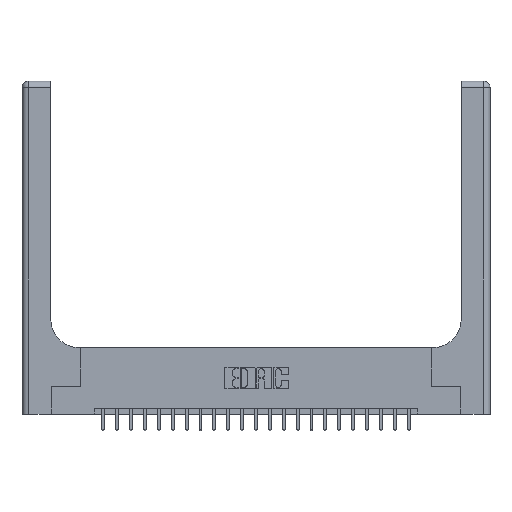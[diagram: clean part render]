
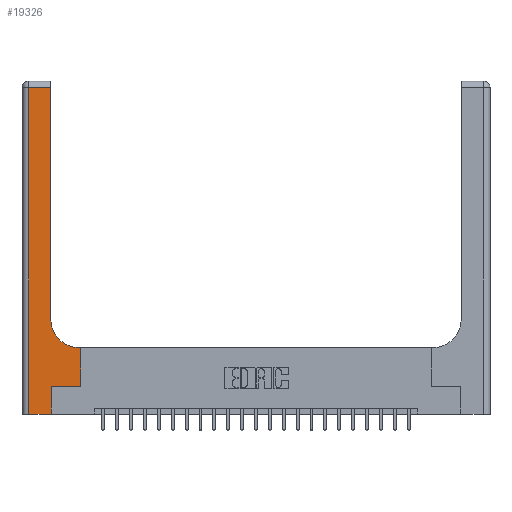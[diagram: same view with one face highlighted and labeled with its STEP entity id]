
A CAD part, top view. The second image highlights one B-rep face of the part: STEP entity #19326.
In plain terms, the highlighted planar face has unit normal (0, 0, 1).
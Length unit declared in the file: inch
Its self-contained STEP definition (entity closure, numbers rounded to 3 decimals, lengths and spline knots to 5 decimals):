
#40 = VERTEX_POINT ( 'NONE', #16415 ) ;
#145 = CARTESIAN_POINT ( 'NONE',  ( 0., 3., 0.37 ) ) ;
#830 = EDGE_CURVE ( 'NONE', #5531, #2636, #7883, .T. ) ;
#1623 = CARTESIAN_POINT ( 'NONE',  ( 0.528, 0.25, 0.37 ) ) ;
#1845 = VECTOR ( 'NONE', #9755, 39.37008 ) ;
#1917 = CARTESIAN_POINT ( 'NONE',  ( 0.265, 0., 0.37 ) ) ;
#2282 = CARTESIAN_POINT ( 'NONE',  ( 0., 0., 0.37 ) ) ;
#2357 = DIRECTION ( 'NONE',  ( 1., 0., 0. ) ) ;
#2449 = ORIENTED_EDGE ( 'NONE', *, *, #3629, .T. ) ;
#2636 = VERTEX_POINT ( 'NONE', #3195 ) ;
#2647 = DIRECTION ( 'NONE',  ( 0., -1., 0. ) ) ;
#2755 = DIRECTION ( 'NONE',  ( -1., 0., 0. ) ) ;
#3181 = CARTESIAN_POINT ( 'NONE',  ( 0.51, 0.85, 0.37 ) ) ;
#3195 = CARTESIAN_POINT ( 'NONE',  ( 0.265, 0.25, 0.37 ) ) ;
#3562 = DIRECTION ( 'NONE',  ( -1., 0., 0. ) ) ;
#3567 = VECTOR ( 'NONE', #2647, 39.37008 ) ;
#3629 = EDGE_CURVE ( 'NONE', #16468, #40, #16859, .T. ) ;
#3698 = LINE ( 'NONE', #2282, #14112 ) ;
#4523 = LINE ( 'NONE', #20487, #8569 ) ;
#5524 = VECTOR ( 'NONE', #2357, 39.37008 ) ;
#5531 = VERTEX_POINT ( 'NONE', #20046 ) ;
#5694 = DIRECTION ( 'NONE',  ( 0., 0., -1. ) ) ;
#5800 = CARTESIAN_POINT ( 'NONE',  ( 0.26, 2.94, 0.37 ) ) ;
#5943 = ORIENTED_EDGE ( 'NONE', *, *, #17316, .T. ) ;
#6613 = EDGE_CURVE ( 'NONE', #16984, #16620, #16792, .T. ) ;
#6675 = AXIS2_PLACEMENT_3D ( 'NONE', #3181, #8476, #15870 ) ;
#7126 = ORIENTED_EDGE ( 'NONE', *, *, #6613, .T. ) ;
#7883 = LINE ( 'NONE', #1917, #1845 ) ;
#8476 = DIRECTION ( 'NONE',  ( 0., 0., -1. ) ) ;
#8550 = DIRECTION ( 'NONE',  ( 0., 1., 0. ) ) ;
#8569 = VECTOR ( 'NONE', #2755, 39.37008 ) ;
#8987 = CARTESIAN_POINT ( 'NONE',  ( 0.528, 0.6, 0.37 ) ) ;
#9755 = DIRECTION ( 'NONE',  ( 0., 1., 0. ) ) ;
#9770 = ORIENTED_EDGE ( 'NONE', *, *, #13355, .T. ) ;
#11626 = EDGE_CURVE ( 'NONE', #40, #5531, #3698, .T. ) ;
#12077 = EDGE_CURVE ( 'NONE', #2636, #13658, #15266, .T. ) ;
#12470 = ORIENTED_EDGE ( 'NONE', *, *, #20074, .T. ) ;
#12953 = ORIENTED_EDGE ( 'NONE', *, *, #830, .T. ) ;
#13104 = LINE ( 'NONE', #16401, #15681 ) ;
#13215 = DIRECTION ( 'NONE',  ( -1., 0., 0. ) ) ;
#13355 = EDGE_CURVE ( 'NONE', #19434, #16468, #4523, .T. ) ;
#13658 = VERTEX_POINT ( 'NONE', #21415 ) ;
#14112 = VECTOR ( 'NONE', #19645, 39.37008 ) ;
#14285 = CARTESIAN_POINT ( 'NONE',  ( 0.26, 3., 0.37 ) ) ;
#15014 = CARTESIAN_POINT ( 'NONE',  ( 0.51, 0.6, 0.37 ) ) ;
#15044 = VERTEX_POINT ( 'NONE', #8987 ) ;
#15266 = LINE ( 'NONE', #22088, #5524 ) ;
#15681 = VECTOR ( 'NONE', #13215, 39.37008 ) ;
#15870 = DIRECTION ( 'NONE',  ( 1., 0., 0. ) ) ;
#16395 = AXIS2_PLACEMENT_3D ( 'NONE', #145, #5694, #3562 ) ;
#16401 = CARTESIAN_POINT ( 'NONE',  ( 0.26, 0.6, 0.37 ) ) ;
#16415 = CARTESIAN_POINT ( 'NONE',  ( 0.06, 0., 0.37 ) ) ;
#16468 = VERTEX_POINT ( 'NONE', #20620 ) ;
#16620 = VERTEX_POINT ( 'NONE', #20080 ) ;
#16792 = CIRCLE ( 'NONE', #6675, 0.25 ) ;
#16859 = LINE ( 'NONE', #17201, #3567 ) ;
#16984 = VERTEX_POINT ( 'NONE', #15014 ) ;
#17201 = CARTESIAN_POINT ( 'NONE',  ( 0.06, 3., 0.37 ) ) ;
#17316 = EDGE_CURVE ( 'NONE', #13658, #15044, #19239, .T. ) ;
#17593 = LINE ( 'NONE', #14285, #20922 ) ;
#17611 = DIRECTION ( 'NONE',  ( 0., 1., 0. ) ) ;
#17849 = VECTOR ( 'NONE', #17611, 39.37008 ) ;
#18391 = ORIENTED_EDGE ( 'NONE', *, *, #11626, .T. ) ;
#19239 = LINE ( 'NONE', #1623, #17849 ) ;
#19326 = ADVANCED_FACE ( 'NONE', ( #20113 ), #21768, .F. ) ;
#19434 = VERTEX_POINT ( 'NONE', #5800 ) ;
#19645 = DIRECTION ( 'NONE',  ( 1., 0., 0. ) ) ;
#20046 = CARTESIAN_POINT ( 'NONE',  ( 0.265, 0., 0.37 ) ) ;
#20074 = EDGE_CURVE ( 'NONE', #16620, #19434, #17593, .T. ) ;
#20080 = CARTESIAN_POINT ( 'NONE',  ( 0.26, 0.85, 0.37 ) ) ;
#20113 = FACE_OUTER_BOUND ( 'NONE', #22315, .T. ) ;
#20280 = EDGE_CURVE ( 'NONE', #15044, #16984, #13104, .T. ) ;
#20487 = CARTESIAN_POINT ( 'NONE',  ( 0., 2.94, 0.37 ) ) ;
#20620 = CARTESIAN_POINT ( 'NONE',  ( 0.06, 2.94, 0.37 ) ) ;
#20922 = VECTOR ( 'NONE', #8550, 39.37008 ) ;
#21138 = ORIENTED_EDGE ( 'NONE', *, *, #12077, .T. ) ;
#21415 = CARTESIAN_POINT ( 'NONE',  ( 0.528, 0.25, 0.37 ) ) ;
#21768 = PLANE ( 'NONE',  #16395 ) ;
#22088 = CARTESIAN_POINT ( 'NONE',  ( 0.265, 0.25, 0.37 ) ) ;
#22315 = EDGE_LOOP ( 'NONE', ( #12470, #9770, #2449, #18391, #12953, #21138, #5943, #22893, #7126 ) ) ;
#22893 = ORIENTED_EDGE ( 'NONE', *, *, #20280, .T. ) ;
